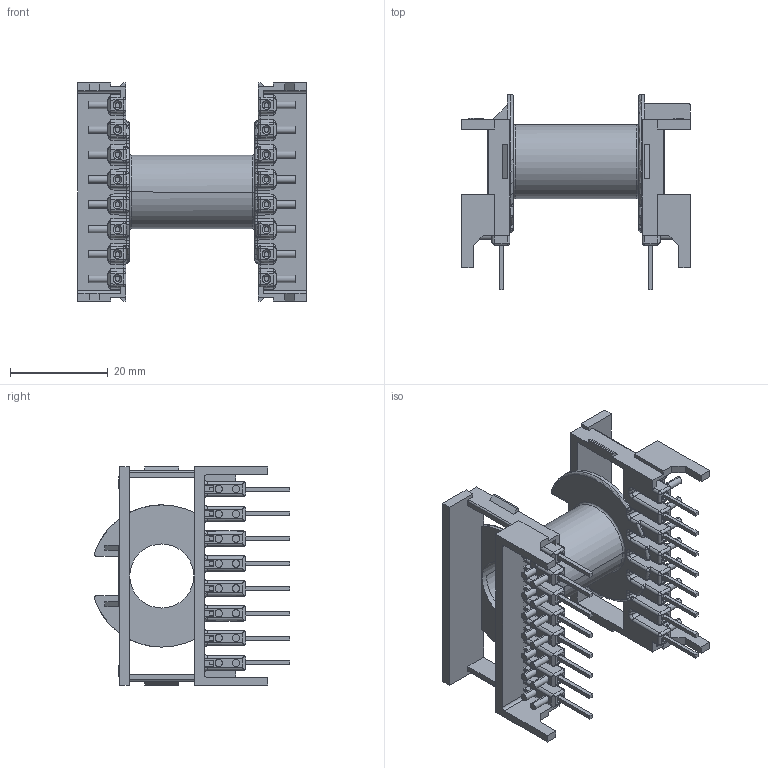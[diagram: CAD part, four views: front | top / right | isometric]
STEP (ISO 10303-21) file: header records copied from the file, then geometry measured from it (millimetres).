
FILE_DESCRIPTION((''),'2;1');
FILE_NAME('C61036-A0104-B201_ETD39','2021-03-11T',('EE4793'),(''),'PRO/ENGINEER BY PARAMETRIC TECHNOLOGY CORPORATION, 2014000','PRO/ENGINEER BY PARAMETRIC TECHNOLOGY CORPORATION, 2014000','');
FILE_SCHEMA(('AUTOMOTIVE_DESIGN { 1 0 10303 214 1 1 1 1 }'));
Length unit declared in the file: millimetre
Products named in the file (1): C61036-A0104-B201_ETD39
Bounding box: 46.8 x 39.96 x 44.6 mm (x, y, z)
Volume: 8091.5 mm3; surface area: 12926.3 mm2
Topology: 1 solids, 1 shells, 1472 faces, 4495 edges, 2922 vertices
Faces by surface type: plane 949, cylinder 355, bspline 64, sphere 56, cone 32, torus 16
Entity records: 54961 total; most frequent: CARTESIAN_POINT 15163, ORIENTED_EDGE 8878, DIRECTION 7597, EDGE_CURVE 4439, VECTOR 3173, LINE 3173, VERTEX_POINT 2922, AXIS2_PLACEMENT_3D 2212
